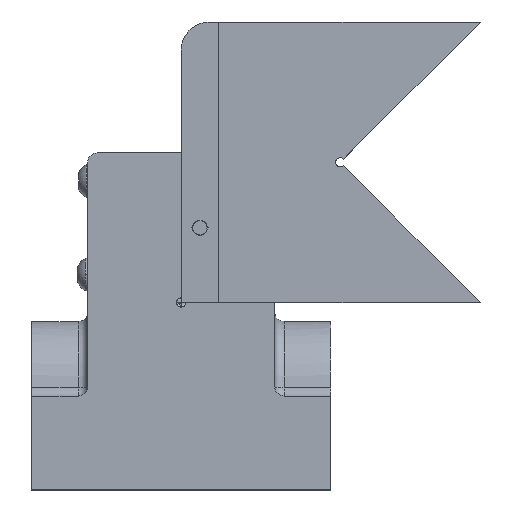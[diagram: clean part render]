
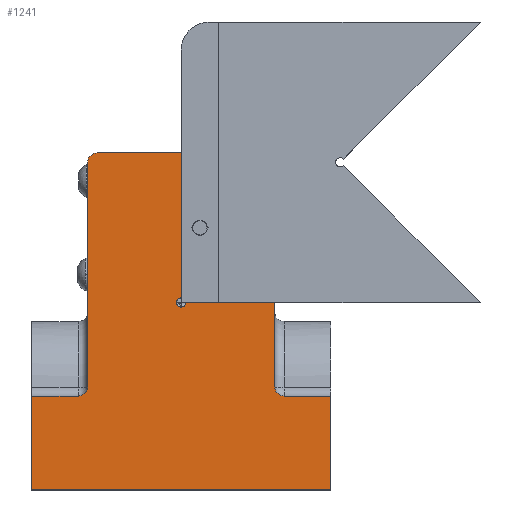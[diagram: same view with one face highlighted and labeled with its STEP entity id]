
A CAD part, top view. The second image highlights one B-rep face of the part: STEP entity #1241.
In plain terms, the highlighted planar face has unit normal (0, 0, 1).
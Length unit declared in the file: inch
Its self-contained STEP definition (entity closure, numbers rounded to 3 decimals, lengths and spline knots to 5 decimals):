
#13 = EDGE_CURVE ( 'NONE', #200, #3732, #3360, .T. ) ;
#30 = DIRECTION ( 'NONE',  ( 1., 0., 0. ) ) ;
#32 = DIRECTION ( 'NONE',  ( 0., 0., -1. ) ) ;
#54 = DIRECTION ( 'NONE',  ( 0., 0., 1. ) ) ;
#89 = CARTESIAN_POINT ( 'NONE',  ( -0.75, 4.5, 1.5 ) ) ;
#99 = EDGE_CURVE ( 'NONE', #3123, #1688, #622, .T. ) ;
#164 = CARTESIAN_POINT ( 'NONE',  ( -2., 4.5, 1.5 ) ) ;
#200 = VERTEX_POINT ( 'NONE', #164 ) ;
#245 = VECTOR ( 'NONE', #4125, 39.37008 ) ;
#296 = VERTEX_POINT ( 'NONE', #3021 ) ;
#332 = CARTESIAN_POINT ( 'NONE',  ( -0.75, 1.375, 1.5 ) ) ;
#351 = DIRECTION ( 'NONE',  ( 0., 1., 0. ) ) ;
#392 = ORIENTED_EDGE ( 'NONE', *, *, #3505, .F. ) ;
#395 = CARTESIAN_POINT ( 'NONE',  ( -2., 2.5, 1.5 ) ) ;
#465 = ORIENTED_EDGE ( 'NONE', *, *, #635, .T. ) ;
#519 = EDGE_LOOP ( 'NONE', ( #392, #2375, #985, #582, #4503, #4373, #2892, #3479, #465, #2970, #2506, #1951, #3586, #1203, #3831 ) ) ;
#563 = LINE ( 'NONE', #1605, #245 ) ;
#582 = ORIENTED_EDGE ( 'NONE', *, *, #4410, .T. ) ;
#586 = CARTESIAN_POINT ( 'NONE',  ( 0., 0., 1.5 ) ) ;
#622 = LINE ( 'NONE', #973, #2343 ) ;
#635 = EDGE_CURVE ( 'NONE', #1993, #2376, #4018, .T. ) ;
#670 = CARTESIAN_POINT ( 'NONE',  ( -0.625, 1.25, 1.5 ) ) ;
#674 = CARTESIAN_POINT ( 'NONE',  ( -1.9375, 2.5, 1.5 ) ) ;
#677 = CARTESIAN_POINT ( 'NONE',  ( -2., 2.5625, 1.5 ) ) ;
#680 = CARTESIAN_POINT ( 'NONE',  ( -2., 2.5, 1.5 ) ) ;
#825 = VERTEX_POINT ( 'NONE', #586 ) ;
#849 = CARTESIAN_POINT ( 'NONE',  ( -3.125, 4.5, 1.5 ) ) ;
#873 = DIRECTION ( 'NONE',  ( 0., -1., 0. ) ) ;
#892 = EDGE_CURVE ( 'NONE', #2376, #2827, #2770, .T. ) ;
#973 = CARTESIAN_POINT ( 'NONE',  ( -4., 1.25, 1.5 ) ) ;
#985 = ORIENTED_EDGE ( 'NONE', *, *, #4360, .F. ) ;
#1002 = EDGE_CURVE ( 'NONE', #3128, #2330, #1073, .T. ) ;
#1073 = CIRCLE ( 'NONE', #4149, 0.0625 ) ;
#1081 = CARTESIAN_POINT ( 'NONE',  ( -0.75, 2.5, 1.5 ) ) ;
#1203 = ORIENTED_EDGE ( 'NONE', *, *, #13, .T. ) ;
#1214 = CIRCLE ( 'NONE', #2484, 0.125 ) ;
#1241 = ADVANCED_FACE ( 'NONE', ( #1781 ), #2081, .F. ) ;
#1244 = LINE ( 'NONE', #3003, #2158 ) ;
#1372 = VECTOR ( 'NONE', #4329, 39.37008 ) ;
#1496 = VERTEX_POINT ( 'NONE', #2553 ) ;
#1503 = DIRECTION ( 'NONE',  ( 0., 0., -1. ) ) ;
#1510 = DIRECTION ( 'NONE',  ( 1., 0., 0. ) ) ;
#1530 = DIRECTION ( 'NONE',  ( -1., 0., 0. ) ) ;
#1533 = CARTESIAN_POINT ( 'NONE',  ( -0.75, -19685.03937, 1.5 ) ) ;
#1605 = CARTESIAN_POINT ( 'NONE',  ( -2., 2.5, 1.5 ) ) ;
#1688 = VERTEX_POINT ( 'NONE', #4137 ) ;
#1706 = LINE ( 'NONE', #3554, #4611 ) ;
#1781 = FACE_OUTER_BOUND ( 'NONE', #519, .T. ) ;
#1906 = DIRECTION ( 'NONE',  ( 0., 0., -1. ) ) ;
#1951 = ORIENTED_EDGE ( 'NONE', *, *, #1002, .T. ) ;
#1979 = CARTESIAN_POINT ( 'NONE',  ( -3.375, 1.375, 1.5 ) ) ;
#1993 = VERTEX_POINT ( 'NONE', #332 ) ;
#2050 = CIRCLE ( 'NONE', #2654, 0.0625 ) ;
#2073 = EDGE_CURVE ( 'NONE', #1993, #3123, #2958, .T. ) ;
#2081 = PLANE ( 'NONE',  #4375 ) ;
#2089 = LINE ( 'NONE', #2110, #4061 ) ;
#2110 = CARTESIAN_POINT ( 'NONE',  ( -4., 0., 1.5 ) ) ;
#2125 = CARTESIAN_POINT ( 'NONE',  ( -3.125, 4.375, 1.5 ) ) ;
#2158 = VECTOR ( 'NONE', #873, 39.37008 ) ;
#2171 = CARTESIAN_POINT ( 'NONE',  ( -3.25, 4.375, 1.5 ) ) ;
#2179 = AXIS2_PLACEMENT_3D ( 'NONE', #2125, #32, #1510 ) ;
#2227 = CARTESIAN_POINT ( 'NONE',  ( -2., 2.5, 1.5 ) ) ;
#2330 = VERTEX_POINT ( 'NONE', #677 ) ;
#2343 = VECTOR ( 'NONE', #2773, 39.37008 ) ;
#2357 = EDGE_CURVE ( 'NONE', #1496, #825, #2089, .T. ) ;
#2375 = ORIENTED_EDGE ( 'NONE', *, *, #3309, .F. ) ;
#2376 = VERTEX_POINT ( 'NONE', #1081 ) ;
#2387 = VECTOR ( 'NONE', #3371, 39.37008 ) ;
#2400 = VERTEX_POINT ( 'NONE', #3001 ) ;
#2484 = AXIS2_PLACEMENT_3D ( 'NONE', #1979, #3038, #3736 ) ;
#2487 = VECTOR ( 'NONE', #4382, 39.37008 ) ;
#2506 = ORIENTED_EDGE ( 'NONE', *, *, #3646, .T. ) ;
#2552 = CIRCLE ( 'NONE', #2179, 0.125 ) ;
#2553 = CARTESIAN_POINT ( 'NONE',  ( -4., 0., 1.5 ) ) ;
#2555 = DIRECTION ( 'NONE',  ( -1., 0., 0. ) ) ;
#2654 = AXIS2_PLACEMENT_3D ( 'NONE', #395, #1906, #1530 ) ;
#2770 = LINE ( 'NONE', #680, #4071 ) ;
#2773 = DIRECTION ( 'NONE',  ( 1., 0., 0. ) ) ;
#2776 = VERTEX_POINT ( 'NONE', #2171 ) ;
#2827 = VERTEX_POINT ( 'NONE', #674 ) ;
#2863 = DIRECTION ( 'NONE',  ( -1., 0., 0. ) ) ;
#2880 = VECTOR ( 'NONE', #351, 39.37008 ) ;
#2892 = ORIENTED_EDGE ( 'NONE', *, *, #99, .F. ) ;
#2958 = CIRCLE ( 'NONE', #3034, 0.125 ) ;
#2970 = ORIENTED_EDGE ( 'NONE', *, *, #892, .T. ) ;
#3001 = CARTESIAN_POINT ( 'NONE',  ( -3.25, 1.375, 1.5 ) ) ;
#3003 = CARTESIAN_POINT ( 'NONE',  ( -4., 0., 1.5 ) ) ;
#3021 = CARTESIAN_POINT ( 'NONE',  ( -4., 1.25, 1.5 ) ) ;
#3034 = AXIS2_PLACEMENT_3D ( 'NONE', #3271, #54, #30 ) ;
#3038 = DIRECTION ( 'NONE',  ( 0., 0., 1. ) ) ;
#3050 = LINE ( 'NONE', #3706, #2387 ) ;
#3112 = VERTEX_POINT ( 'NONE', #4282 ) ;
#3123 = VERTEX_POINT ( 'NONE', #670 ) ;
#3128 = VERTEX_POINT ( 'NONE', #3164 ) ;
#3140 = EDGE_CURVE ( 'NONE', #2776, #3732, #2552, .T. ) ;
#3164 = CARTESIAN_POINT ( 'NONE',  ( -2.0625, 2.5, 1.5 ) ) ;
#3225 = DIRECTION ( 'NONE',  ( 0., -1., 0. ) ) ;
#3271 = CARTESIAN_POINT ( 'NONE',  ( -0.625, 1.375, 1.5 ) ) ;
#3309 = EDGE_CURVE ( 'NONE', #3112, #2400, #1214, .T. ) ;
#3360 = LINE ( 'NONE', #89, #2487 ) ;
#3371 = DIRECTION ( 'NONE',  ( 1., 0., 0. ) ) ;
#3412 = EDGE_CURVE ( 'NONE', #2330, #200, #563, .T. ) ;
#3454 = EDGE_CURVE ( 'NONE', #1688, #825, #1706, .T. ) ;
#3479 = ORIENTED_EDGE ( 'NONE', *, *, #2073, .F. ) ;
#3505 = EDGE_CURVE ( 'NONE', #2400, #2776, #4557, .T. ) ;
#3514 = DIRECTION ( 'NONE',  ( 0., -1., 0. ) ) ;
#3522 = DIRECTION ( 'NONE',  ( 1., 0., 0. ) ) ;
#3528 = CARTESIAN_POINT ( 'NONE',  ( -3.25, -19685.03937, 1.5 ) ) ;
#3554 = CARTESIAN_POINT ( 'NONE',  ( 0., 0., 1.5 ) ) ;
#3586 = ORIENTED_EDGE ( 'NONE', *, *, #3412, .T. ) ;
#3646 = EDGE_CURVE ( 'NONE', #2827, #3128, #2050, .T. ) ;
#3706 = CARTESIAN_POINT ( 'NONE',  ( -4., 1.25, 1.5 ) ) ;
#3732 = VERTEX_POINT ( 'NONE', #849 ) ;
#3736 = DIRECTION ( 'NONE',  ( 1., 0., 0. ) ) ;
#3831 = ORIENTED_EDGE ( 'NONE', *, *, #3140, .F. ) ;
#4018 = LINE ( 'NONE', #1533, #1372 ) ;
#4061 = VECTOR ( 'NONE', #3522, 39.37008 ) ;
#4071 = VECTOR ( 'NONE', #2863, 39.37008 ) ;
#4125 = DIRECTION ( 'NONE',  ( 0., 1., 0. ) ) ;
#4137 = CARTESIAN_POINT ( 'NONE',  ( 0., 1.25, 1.5 ) ) ;
#4149 = AXIS2_PLACEMENT_3D ( 'NONE', #2227, #1503, #2555 ) ;
#4282 = CARTESIAN_POINT ( 'NONE',  ( -3.375, 1.25, 1.5 ) ) ;
#4329 = DIRECTION ( 'NONE',  ( 0., 1., 0. ) ) ;
#4360 = EDGE_CURVE ( 'NONE', #296, #3112, #3050, .T. ) ;
#4373 = ORIENTED_EDGE ( 'NONE', *, *, #3454, .F. ) ;
#4375 = AXIS2_PLACEMENT_3D ( 'NONE', #4664, #4643, #3514 ) ;
#4382 = DIRECTION ( 'NONE',  ( -1., 0., 0. ) ) ;
#4410 = EDGE_CURVE ( 'NONE', #296, #1496, #1244, .T. ) ;
#4503 = ORIENTED_EDGE ( 'NONE', *, *, #2357, .T. ) ;
#4557 = LINE ( 'NONE', #3528, #2880 ) ;
#4611 = VECTOR ( 'NONE', #3225, 39.37008 ) ;
#4643 = DIRECTION ( 'NONE',  ( 0., 0., -1. ) ) ;
#4664 = CARTESIAN_POINT ( 'NONE',  ( -4., 0., 1.5 ) ) ;
